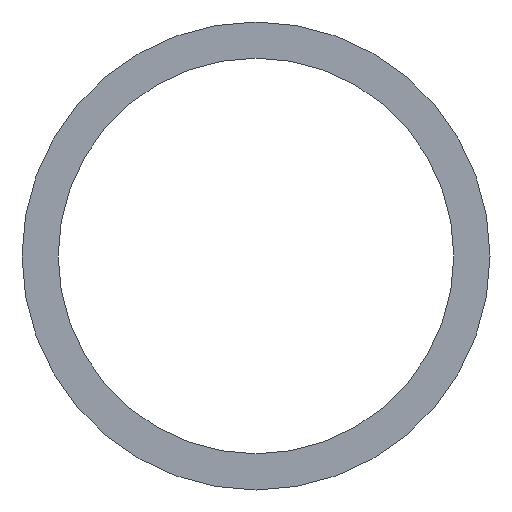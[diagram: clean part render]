
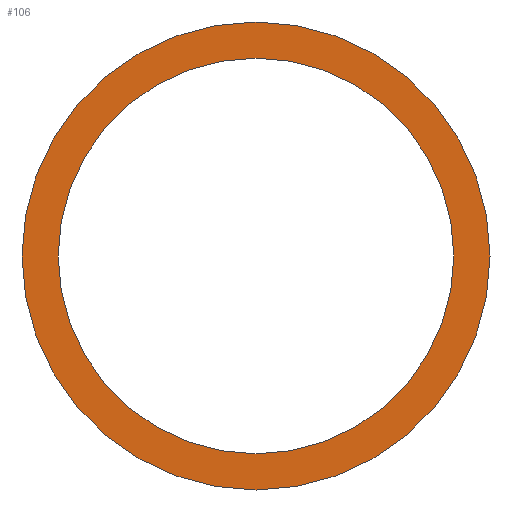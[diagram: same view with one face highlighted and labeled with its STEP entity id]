
A CAD part, front view. The second image highlights one B-rep face of the part: STEP entity #106.
In plain terms, the highlighted planar face has unit normal (0, -1, 0).
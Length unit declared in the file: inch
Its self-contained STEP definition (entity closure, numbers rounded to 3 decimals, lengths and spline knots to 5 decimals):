
#36 = EDGE_CURVE ( 'NONE', #231, #179, #305, .T. ) ;
#42 = CARTESIAN_POINT ( 'NONE',  ( 1.025, 0., 0. ) ) ;
#52 = CARTESIAN_POINT ( 'NONE',  ( 0., 0., 0. ) ) ;
#77 = CARTESIAN_POINT ( 'NONE',  ( 0., 0., 1.025 ) ) ;
#86 = FACE_OUTER_BOUND ( 'NONE', #281, .T. ) ;
#89 = EDGE_CURVE ( 'NONE', #296, #303, #247, .T. ) ;
#90 = CARTESIAN_POINT ( 'NONE',  ( 0., 0., -1.025 ) ) ;
#97 = ORIENTED_EDGE ( 'NONE', *, *, #244, .F. ) ;
#106 = ADVANCED_FACE ( 'NONE', ( #86, #280 ), #172, .T. ) ;
#108 = DIRECTION ( 'NONE',  ( 0., -1., 0. ) ) ;
#122 = CARTESIAN_POINT ( 'NONE',  ( 0., 0., -1.2125 ) ) ;
#124 = CARTESIAN_POINT ( 'NONE',  ( 0., 0., 0. ) ) ;
#132 = DIRECTION ( 'NONE',  ( 0., -1., 0. ) ) ;
#133 = DIRECTION ( 'NONE',  ( 0., 0., -1. ) ) ;
#134 = DIRECTION ( 'NONE',  ( 0., 0., -1. ) ) ;
#136 = CARTESIAN_POINT ( 'NONE',  ( 0., 0., 1.2125 ) ) ;
#152 = AXIS2_PLACEMENT_3D ( 'NONE', #256, #251, #248 ) ;
#172 = PLANE ( 'NONE',  #181 ) ;
#177 = ORIENTED_EDGE ( 'NONE', *, *, #89, .T. ) ;
#179 = VERTEX_POINT ( 'NONE', #90 ) ;
#181 = AXIS2_PLACEMENT_3D ( 'NONE', #42, #265, #133 ) ;
#188 = AXIS2_PLACEMENT_3D ( 'NONE', #279, #278, #277 ) ;
#198 = AXIS2_PLACEMENT_3D ( 'NONE', #124, #108, #134 ) ;
#228 = AXIS2_PLACEMENT_3D ( 'NONE', #52, #132, #273 ) ;
#231 = VERTEX_POINT ( 'NONE', #77 ) ;
#244 = EDGE_CURVE ( 'NONE', #179, #231, #275, .T. ) ;
#246 = ORIENTED_EDGE ( 'NONE', *, *, #253, .T. ) ;
#247 = CIRCLE ( 'NONE', #198, 1.2125 ) ;
#248 = DIRECTION ( 'NONE',  ( 0., 0., -1. ) ) ;
#249 = EDGE_LOOP ( 'NONE', ( #97, #261 ) ) ;
#251 = DIRECTION ( 'NONE',  ( 0., -1., 0. ) ) ;
#253 = EDGE_CURVE ( 'NONE', #303, #296, #317, .T. ) ;
#256 = CARTESIAN_POINT ( 'NONE',  ( 0., 0., 0. ) ) ;
#261 = ORIENTED_EDGE ( 'NONE', *, *, #36, .F. ) ;
#265 = DIRECTION ( 'NONE',  ( 0., -1., 0. ) ) ;
#273 = DIRECTION ( 'NONE',  ( 0., 0., -1. ) ) ;
#275 = CIRCLE ( 'NONE', #188, 1.025 ) ;
#277 = DIRECTION ( 'NONE',  ( 0., 0., -1. ) ) ;
#278 = DIRECTION ( 'NONE',  ( 0., -1., 0. ) ) ;
#279 = CARTESIAN_POINT ( 'NONE',  ( 0., 0., 0. ) ) ;
#280 = FACE_BOUND ( 'NONE', #249, .T. ) ;
#281 = EDGE_LOOP ( 'NONE', ( #177, #246 ) ) ;
#296 = VERTEX_POINT ( 'NONE', #122 ) ;
#303 = VERTEX_POINT ( 'NONE', #136 ) ;
#305 = CIRCLE ( 'NONE', #228, 1.025 ) ;
#317 = CIRCLE ( 'NONE', #152, 1.2125 ) ;
